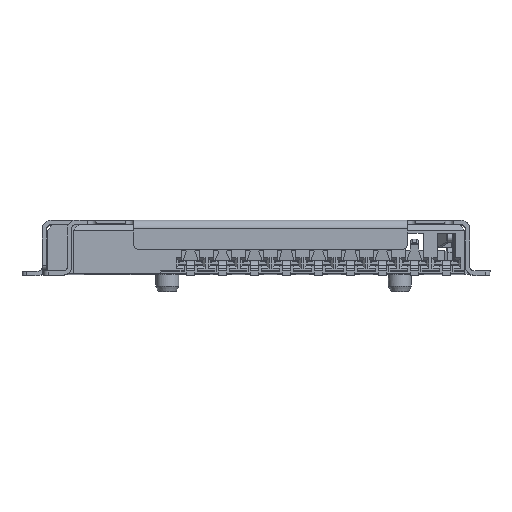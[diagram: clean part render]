
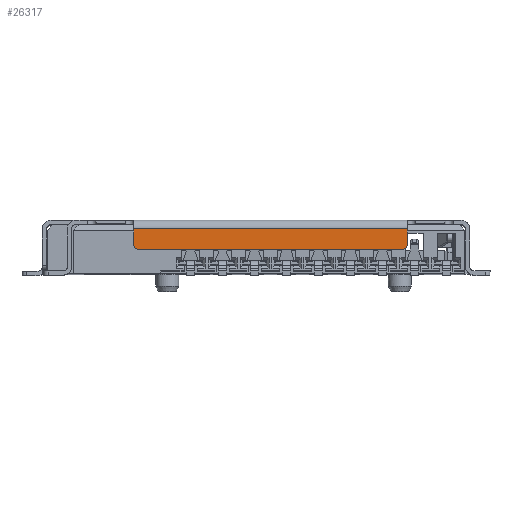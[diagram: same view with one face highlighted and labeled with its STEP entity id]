
A CAD part, top view. The second image highlights one B-rep face of the part: STEP entity #26317.
In plain terms, the highlighted planar face has unit normal (0, 0, 1).
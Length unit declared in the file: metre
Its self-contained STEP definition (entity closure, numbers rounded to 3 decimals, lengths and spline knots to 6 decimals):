
#316=CIRCLE('',#35792,0.00015);
#317=CIRCLE('',#35793,0.00015);
#1614=ORIENTED_EDGE('',*,*,#8998,.F.);
#1615=ORIENTED_EDGE('',*,*,#8999,.F.);
#1616=ORIENTED_EDGE('',*,*,#9000,.F.);
#1617=ORIENTED_EDGE('',*,*,#9001,.F.);
#1618=ORIENTED_EDGE('',*,*,#9002,.F.);
#1619=ORIENTED_EDGE('',*,*,#9003,.F.);
#8998=EDGE_CURVE('',#12679,#12680,#15136,.T.);
#8999=EDGE_CURVE('',#12681,#12679,#316,.T.);
#9000=EDGE_CURVE('',#12682,#12681,#15137,.T.);
#9001=EDGE_CURVE('',#12683,#12682,#15138,.T.);
#9002=EDGE_CURVE('',#12684,#12683,#15139,.T.);
#9003=EDGE_CURVE('',#12680,#12684,#317,.T.);
#12679=VERTEX_POINT('',#45338);
#12680=VERTEX_POINT('',#45339);
#12681=VERTEX_POINT('',#45341);
#12682=VERTEX_POINT('',#45343);
#12683=VERTEX_POINT('',#45345);
#12684=VERTEX_POINT('',#45347);
#15136=LINE('',#45337,#18237);
#15137=LINE('',#45342,#18238);
#15138=LINE('',#45344,#18239);
#15139=LINE('',#45346,#18240);
#18237=VECTOR('',#38233,1.);
#18238=VECTOR('',#38236,1.);
#18239=VECTOR('',#38237,1.);
#18240=VECTOR('',#38238,1.);
#21208=EDGE_LOOP('',(#1614,#1615,#1616,#1617,#1618,#1619));
#22599=FACE_BOUND('',#21208,.T.);
#23939=PLANE('',#35791);
#26317=ADVANCED_FACE('',(#22599),#23939,.T.);
#35791=AXIS2_PLACEMENT_3D('',#45336,#38231,#38232);
#35792=AXIS2_PLACEMENT_3D('',#45340,#38234,#38235);
#35793=AXIS2_PLACEMENT_3D('',#45348,#38239,#38240);
#38231=DIRECTION('',(0.,0.,1.));
#38232=DIRECTION('',(0.,1.,0.));
#38233=DIRECTION('',(-1.,0.,0.));
#38234=DIRECTION('',(0.,0.,-1.));
#38235=DIRECTION('',(1.,0.,0.));
#38236=DIRECTION('',(0.,-1.,0.));
#38237=DIRECTION('',(1.,0.,0.));
#38238=DIRECTION('',(0.,1.,0.));
#38239=DIRECTION('',(0.,0.,-1.));
#38240=DIRECTION('',(0.,-1.,0.));
#45336=CARTESIAN_POINT('',(-0.00045,0.0012,0.00015));
#45337=CARTESIAN_POINT('',(0.0041,0.00085,0.00015));
#45338=CARTESIAN_POINT('',(0.0041,0.00085,0.00015));
#45339=CARTESIAN_POINT('',(-0.005,0.00085,0.00015));
#45340=CARTESIAN_POINT('',(0.0041,0.001,0.00015));
#45341=CARTESIAN_POINT('',(0.00425,0.001,0.00015));
#45342=CARTESIAN_POINT('',(0.00425,0.00155,0.00015));
#45343=CARTESIAN_POINT('',(0.00425,0.00155,0.00015));
#45344=CARTESIAN_POINT('',(-0.00515,0.00155,0.00015));
#45345=CARTESIAN_POINT('',(-0.00515,0.00155,0.00015));
#45346=CARTESIAN_POINT('',(-0.00515,0.001,0.00015));
#45347=CARTESIAN_POINT('',(-0.00515,0.001,0.00015));
#45348=CARTESIAN_POINT('',(-0.005,0.001,0.00015));
